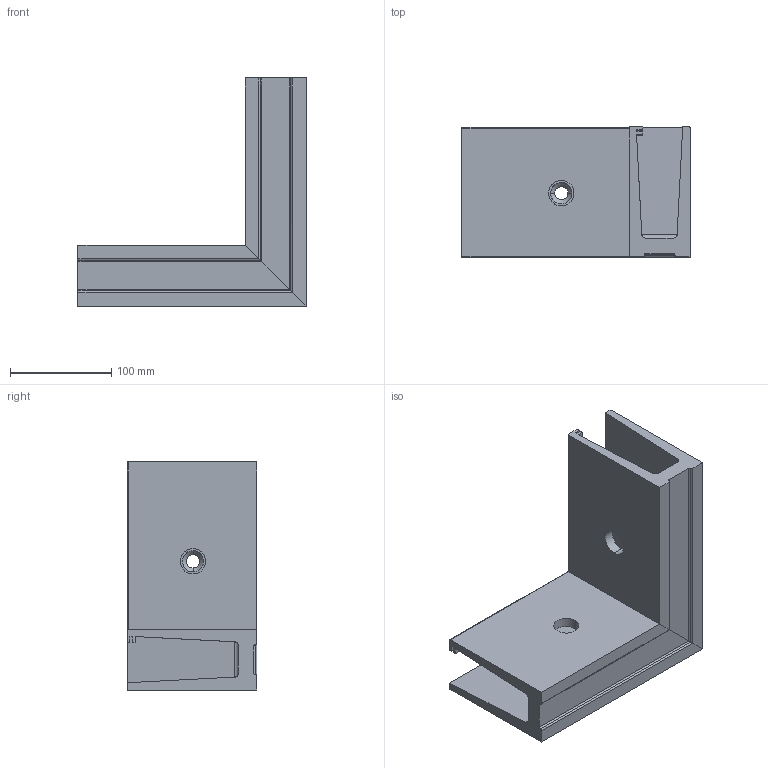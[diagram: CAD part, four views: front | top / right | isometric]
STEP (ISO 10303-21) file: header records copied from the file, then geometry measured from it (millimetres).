
FILE_DESCRIPTION (( 'STEP AP214' ), '1' );
FILE_NAME ('AL_0009-S-E-90-IN.STEP', '2022-05-27T08:04:00', ( '' ), ( '' ), 'SwSTEP 2.0', 'SolidWorks 2019', '' );
FILE_SCHEMA (( 'AUTOMOTIVE_DESIGN' ));
Length unit declared in the file: millimetre
Products named in the file (1): AL_0009-S-E-90-IN
Bounding box: 224.95 x 128 x 224.95 mm (x, y, z)
Volume: 1238328.2 mm3; surface area: 242376.1 mm2
Topology: 1 solids, 1 shells, 66 faces, 160 edges, 96 vertices
Faces by surface type: plane 34, cylinder 28, cone 4
Entity records: 1930 total; most frequent: CARTESIAN_POINT 371, ORIENTED_EDGE 320, DIRECTION 310, EDGE_CURVE 160, VECTOR 112, LINE 112, AXIS2_PLACEMENT_3D 99, VERTEX_POINT 96
